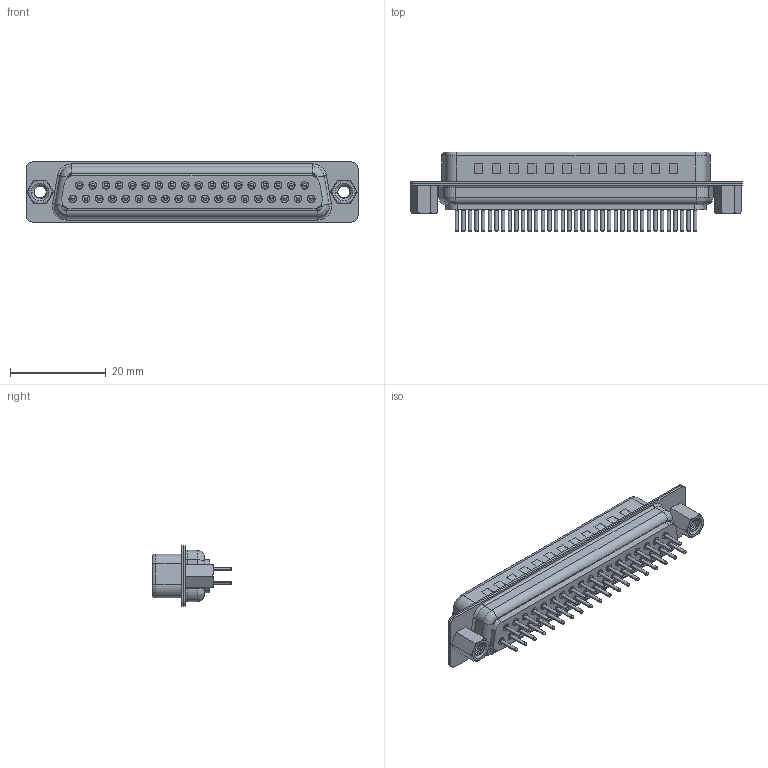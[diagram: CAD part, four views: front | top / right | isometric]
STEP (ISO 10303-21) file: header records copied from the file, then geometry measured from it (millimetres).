
FILE_DESCRIPTION((''),'2;1');
FILE_NAME('PRODUCT_ASM','2019-03-02T',('admin'),(''),'PRO/ENGINEER BY PARAMETRIC TECHNOLOGY CORPORATION, 2009280','PRO/ENGINEER BY PARAMETRIC TECHNOLOGY CORPORATION, 2009280','');
FILE_SCHEMA(('CONFIG_CONTROL_DESIGN'));
Length unit declared in the file: millimetre
Products named in the file (7): ZHU-TI-; HOUSING; SHELL; BACK-SHELL; CONTACT; NUT; PRODUCT_ASM
Assembly tree (43 placements, depth 2):
  PRODUCT_ASM
    ZHU-TI-
    HOUSING
    SHELL
    BACK-SHELL
    CONTACT  x37
    NUT  x2
Bounding box: 69.4 x 16.7 x 12.55 mm (x, y, z)
Volume: 3762.3 mm3; surface area: 10302.6 mm2
Topology: 43 solids, 43 shells, 1807 faces, 4046 edges, 2396 vertices
Faces by surface type: cylinder 726, torus 464, plane 433, sphere 148, bspline 28, cone 8
Entity records: 27213 total; most frequent: CARTESIAN_POINT 7385, DIRECTION 4322, ORIENTED_EDGE 3816, EDGE_CURVE 1908, AXIS2_PLACEMENT_3D 1665, VERTEX_POINT 1241, EDGE_LOOP 1059, VECTOR 992
